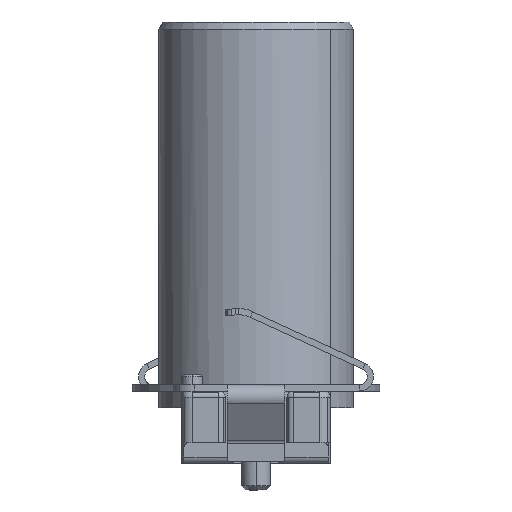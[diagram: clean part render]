
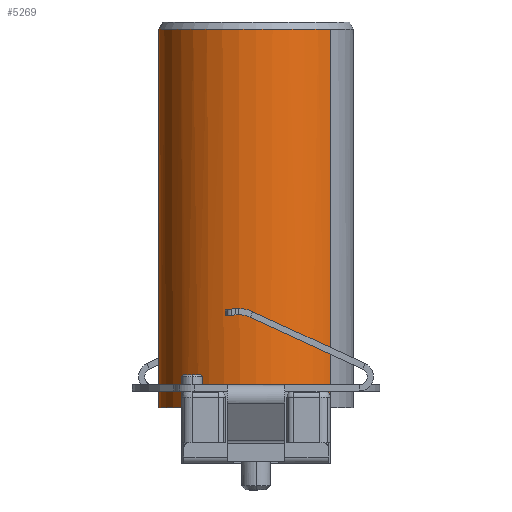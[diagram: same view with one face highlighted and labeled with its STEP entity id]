
A CAD part, left-side view. The second image highlights one B-rep face of the part: STEP entity #5269.
In plain terms, the highlighted cylindrical face has radius 4.725 mm (diameter 9.45 mm), a partial arc.
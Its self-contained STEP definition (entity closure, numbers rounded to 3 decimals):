
#4934=AXIS2_PLACEMENT_3D('Circle Axis2P3D',#4932,#4933,$) ;
#5192=AXIS2_PLACEMENT_3D('Cylinder Axis2P3D',#5189,#5190,#5191) ;
#5210=AXIS2_PLACEMENT_3D('Circle Axis2P3D',#5208,#5209,$) ;
#5242=AXIS2_PLACEMENT_3D('Circle Axis2P3D',#5240,#5241,$) ;
#3450=CARTESIAN_POINT('Vertex',(2.775,6.006,4.8)) ;
#3454=CARTESIAN_POINT('Control Point',(2.775,6.006,4.8)) ;
#3455=CARTESIAN_POINT('Control Point',(2.775,6.539,4.8)) ;
#3456=CARTESIAN_POINT('Control Point',(2.85,7.071,4.8)) ;
#3457=CARTESIAN_POINT('Control Point',(3.,7.589,4.8)) ;
#3458=CARTESIAN_POINT('Control Point',(3.303,8.262,4.8)) ;
#3459=CARTESIAN_POINT('Control Point',(3.726,8.859,4.8)) ;
#3460=CARTESIAN_POINT('Control Point',(3.849,9.015,4.8)) ;
#3461=CARTESIAN_POINT('Control Point',(3.98,9.164,4.8)) ;
#3462=CARTESIAN_POINT('Control Point',(4.118,9.306,4.8)) ;
#3463=CARTESIAN_POINT('Vertex',(4.118,9.306,4.8)) ;
#4799=CARTESIAN_POINT('Vertex',(4.339,9.518,4.712)) ;
#4808=CARTESIAN_POINT('Control Point',(4.339,9.518,4.712)) ;
#4809=CARTESIAN_POINT('Control Point',(4.273,9.459,4.772)) ;
#4810=CARTESIAN_POINT('Control Point',(4.191,9.381,4.8)) ;
#4811=CARTESIAN_POINT('Control Point',(4.118,9.306,4.8)) ;
#4829=CARTESIAN_POINT('Control Point',(4.44,9.606,4.5)) ;
#4830=CARTESIAN_POINT('Control Point',(4.439,9.606,4.564)) ;
#4831=CARTESIAN_POINT('Control Point',(4.416,9.586,4.63)) ;
#4832=CARTESIAN_POINT('Control Point',(4.379,9.555,4.676)) ;
#4833=CARTESIAN_POINT('Control Point',(4.339,9.518,4.712)) ;
#4834=CARTESIAN_POINT('Vertex',(4.44,9.606,4.5)) ;
#4859=CARTESIAN_POINT('Vertex',(4.44,9.606,4.)) ;
#4895=CARTESIAN_POINT('Line Origine',(4.44,9.606,4.25)) ;
#4932=CARTESIAN_POINT('Axis2P3D Location',(7.5,6.006,4.)) ;
#4936=CARTESIAN_POINT('Vertex',(10.56,9.606,4.)) ;
#5189=CARTESIAN_POINT('Axis2P3D Location',(7.5,6.006,4.8)) ;
#5194=CARTESIAN_POINT('Line Origine',(10.56,9.606,4.8)) ;
#5198=CARTESIAN_POINT('Vertex',(10.56,9.606,22.354)) ;
#5200=CARTESIAN_POINT('Vertex',(10.56,9.606,4.5)) ;
#5203=CARTESIAN_POINT('Line Origine',(10.56,9.606,4.8)) ;
#5208=CARTESIAN_POINT('Axis2P3D Location',(7.5,6.006,4.8)) ;
#5212=CARTESIAN_POINT('Vertex',(4.118,2.706,4.8)) ;
#5216=CARTESIAN_POINT('Control Point',(4.118,2.706,4.8)) ;
#5217=CARTESIAN_POINT('Control Point',(4.173,2.65,4.8)) ;
#5218=CARTESIAN_POINT('Control Point',(4.233,2.591,4.784)) ;
#5219=CARTESIAN_POINT('Control Point',(4.289,2.539,4.758)) ;
#5220=CARTESIAN_POINT('Control Point',(4.339,2.494,4.712)) ;
#5221=CARTESIAN_POINT('Vertex',(4.339,2.494,4.712)) ;
#5225=CARTESIAN_POINT('Control Point',(4.339,2.494,4.712)) ;
#5226=CARTESIAN_POINT('Control Point',(4.38,2.457,4.675)) ;
#5227=CARTESIAN_POINT('Control Point',(4.417,2.425,4.628)) ;
#5228=CARTESIAN_POINT('Control Point',(4.439,2.406,4.564)) ;
#5229=CARTESIAN_POINT('Control Point',(4.44,2.406,4.5)) ;
#5230=CARTESIAN_POINT('Vertex',(4.44,2.406,4.5)) ;
#5233=CARTESIAN_POINT('Line Origine',(4.44,2.406,4.8)) ;
#5237=CARTESIAN_POINT('Vertex',(4.44,2.406,22.354)) ;
#5240=CARTESIAN_POINT('Axis2P3D Location',(7.5,6.006,22.354)) ;
#5244=CARTESIAN_POINT('Vertex',(7.5,10.731,22.354)) ;
#5248=CARTESIAN_POINT('Control Point',(7.5,10.731,22.354)) ;
#5249=CARTESIAN_POINT('Control Point',(8.332,10.731,22.354)) ;
#5250=CARTESIAN_POINT('Control Point',(9.165,10.536,22.354)) ;
#5251=CARTESIAN_POINT('Control Point',(9.926,10.145,22.354)) ;
#5252=CARTESIAN_POINT('Control Point',(10.56,9.606,22.354)) ;
#4896=DIRECTION('Vector Direction',(0.,0.,-1.)) ;
#4933=DIRECTION('Axis2P3D Direction',(0.,0.,1.)) ;
#5190=DIRECTION('Axis2P3D Direction',(0.,0.,-1.)) ;
#5191=DIRECTION('Axis2P3D XDirection',(-0.648,-0.762,0.)) ;
#5195=DIRECTION('Vector Direction',(0.,0.,-1.)) ;
#5204=DIRECTION('Vector Direction',(0.,0.,-1.)) ;
#5209=DIRECTION('Axis2P3D Direction',(0.,0.,-1.)) ;
#5234=DIRECTION('Vector Direction',(0.,0.,-1.)) ;
#5241=DIRECTION('Axis2P3D Direction',(0.,0.,-1.)) ;
#4897=VECTOR('Line Direction',#4896,1.) ;
#5196=VECTOR('Line Direction',#5195,1.) ;
#5205=VECTOR('Line Direction',#5204,1.) ;
#5235=VECTOR('Line Direction',#5234,1.) ;
#5255=ORIENTED_EDGE('',*,*,#5202,.T.) ;
#5256=ORIENTED_EDGE('',*,*,#5207,.F.) ;
#5257=ORIENTED_EDGE('',*,*,#4938,.T.) ;
#5258=ORIENTED_EDGE('',*,*,#4899,.F.) ;
#5259=ORIENTED_EDGE('',*,*,#4836,.F.) ;
#5260=ORIENTED_EDGE('',*,*,#4812,.F.) ;
#5261=ORIENTED_EDGE('',*,*,#3465,.F.) ;
#5262=ORIENTED_EDGE('',*,*,#5214,.F.) ;
#5263=ORIENTED_EDGE('',*,*,#5223,.F.) ;
#5264=ORIENTED_EDGE('',*,*,#5232,.F.) ;
#5265=ORIENTED_EDGE('',*,*,#5239,.T.) ;
#5266=ORIENTED_EDGE('',*,*,#5246,.T.) ;
#5267=ORIENTED_EDGE('',*,*,#5253,.T.) ;
#5269=ADVANCED_FACE('V1',(#5268),#5193,.T.) ;
#3453=B_SPLINE_CURVE_WITH_KNOTS('',5,(#3454,#3455,#3456,#3457,#3458,#3459,#3460,#3461,#3462),.UNSPECIFIED.,.F.,.U.,(6,3,6),(0.,3.765,5.165),.UNSPECIFIED.) ;
#4807=B_SPLINE_CURVE_WITH_KNOTS('',3,(#4808,#4809,#4810,#4811),.UNSPECIFIED.,.F.,.U.,(4,4),(0.,0.456),.UNSPECIFIED.) ;
#4828=B_SPLINE_CURVE_WITH_KNOTS('',4,(#4829,#4830,#4831,#4832,#4833),.UNSPECIFIED.,.F.,.U.,(5,5),(0.,0.371),.UNSPECIFIED.) ;
#5215=B_SPLINE_CURVE_WITH_KNOTS('',4,(#5216,#5217,#5218,#5219,#5220),.UNSPECIFIED.,.F.,.U.,(5,5),(0.,0.455),.UNSPECIFIED.) ;
#5224=B_SPLINE_CURVE_WITH_KNOTS('',4,(#5225,#5226,#5227,#5228,#5229),.UNSPECIFIED.,.F.,.U.,(5,5),(0.455,0.823),.UNSPECIFIED.) ;
#5247=B_SPLINE_CURVE_WITH_KNOTS('',4,(#5248,#5249,#5250,#5251,#5252),.UNSPECIFIED.,.F.,.U.,(5,5),(-1.664,1.664),.UNSPECIFIED.) ;
#4935=CIRCLE('generated circle',#4934,4.725) ;
#5211=CIRCLE('generated circle',#5210,4.725) ;
#5243=CIRCLE('generated circle',#5242,4.725) ;
#5193=CYLINDRICAL_SURFACE('generated cylinder',#5192,4.725) ;
#3465=EDGE_CURVE('',#3451,#3464,#3453,.T.) ;
#4812=EDGE_CURVE('',#3464,#4800,#4807,.F.) ;
#4836=EDGE_CURVE('',#4800,#4835,#4828,.F.) ;
#4899=EDGE_CURVE('',#4835,#4860,#4898,.T.) ;
#4938=EDGE_CURVE('',#4937,#4860,#4935,.T.) ;
#5202=EDGE_CURVE('',#5199,#5201,#5197,.T.) ;
#5207=EDGE_CURVE('',#4937,#5201,#5206,.F.) ;
#5214=EDGE_CURVE('',#5213,#3451,#5211,.T.) ;
#5223=EDGE_CURVE('',#5222,#5213,#5215,.F.) ;
#5232=EDGE_CURVE('',#5231,#5222,#5224,.F.) ;
#5239=EDGE_CURVE('',#5231,#5238,#5236,.F.) ;
#5246=EDGE_CURVE('',#5238,#5245,#5243,.T.) ;
#5253=EDGE_CURVE('',#5245,#5199,#5247,.T.) ;
#5254=EDGE_LOOP('',(#5255,#5256,#5257,#5258,#5259,#5260,#5261,#5262,#5263,#5264,#5265,#5266,#5267)) ;
#5268=FACE_OUTER_BOUND('',#5254,.T.) ;
#4898=LINE('Line',#4895,#4897) ;
#5197=LINE('Line',#5194,#5196) ;
#5206=LINE('Line',#5203,#5205) ;
#5236=LINE('Line',#5233,#5235) ;
#3451=VERTEX_POINT('',#3450) ;
#3464=VERTEX_POINT('',#3463) ;
#4800=VERTEX_POINT('',#4799) ;
#4835=VERTEX_POINT('',#4834) ;
#4860=VERTEX_POINT('',#4859) ;
#4937=VERTEX_POINT('',#4936) ;
#5199=VERTEX_POINT('',#5198) ;
#5201=VERTEX_POINT('',#5200) ;
#5213=VERTEX_POINT('',#5212) ;
#5222=VERTEX_POINT('',#5221) ;
#5231=VERTEX_POINT('',#5230) ;
#5238=VERTEX_POINT('',#5237) ;
#5245=VERTEX_POINT('',#5244) ;
